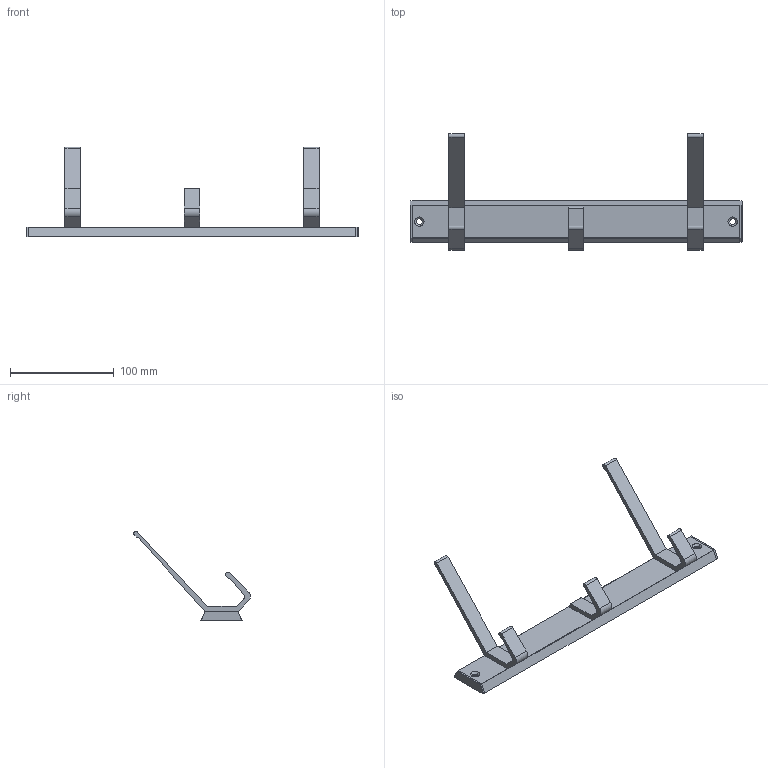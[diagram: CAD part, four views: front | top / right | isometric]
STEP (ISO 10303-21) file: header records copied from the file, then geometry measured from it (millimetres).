
FILE_DESCRIPTION(('Creo Elements/Direct Modeling STEP Export'),'2;1');
FILE_NAME('1674-320_ON.stp','2023-09-19T 8:43:55',(''),(''),'Creo Elements/Direct Modeling STEP processor for AP214 (Solid Model)','Creo Elements/Direct Modeling 20.0 12-Nov-2016 (C) Parametric Technology GmbH','');
FILE_SCHEMA(('AUTOMOTIVE_DESIGN { 1 0 10303 214 1 1 1 1 }'));
Length unit declared in the file: millimetre
Products named in the file (5): Leiste; Abdeckkappe.2; Haken; Haken_klein; AL-9160.1
Assembly tree (6 placements, depth 2):
  AL-9160.1
    Haken_klein
    Haken  x2
    Abdeckkappe.2  x2
    Leiste
Bounding box: 320 x 112.27 x 86 mm (x, y, z)
Volume: 58520.7 mm3; surface area: 55067.2 mm2
Topology: 6 solids, 6 shells, 228 faces, 630 edges, 404 vertices
Faces by surface type: plane 146, cylinder 64, cone 14, sphere 4
Entity records: 4856 total; most frequent: ORIENTED_EDGE 854, CARTESIAN_POINT 814, DIRECTION 767, EDGE_CURVE 427, VECTOR 309, LINE 309, VERTEX_POINT 276, AXIS2_PLACEMENT_3D 229
